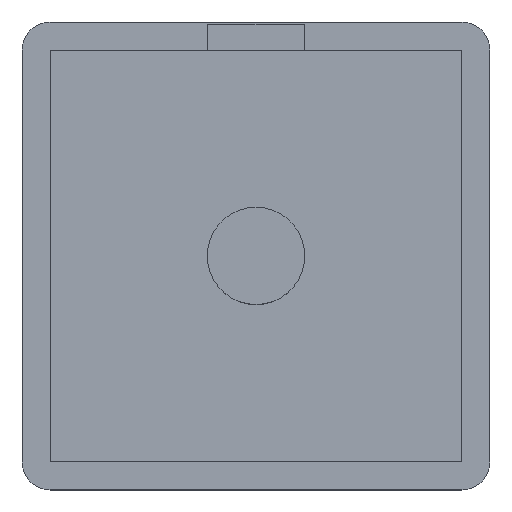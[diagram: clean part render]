
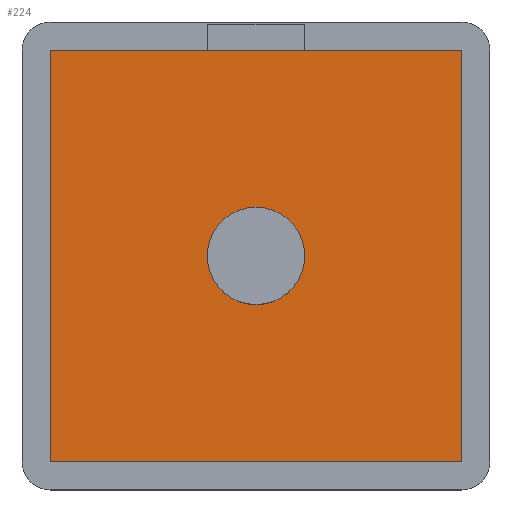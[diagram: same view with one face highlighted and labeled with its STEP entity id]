
A CAD part, top view. The second image highlights one B-rep face of the part: STEP entity #224.
In plain terms, the highlighted planar face has unit normal (0, 0, 1).
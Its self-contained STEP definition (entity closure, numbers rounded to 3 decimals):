
#224=ADVANCED_FACE('',(#279,#280),#281,.T.);
#279=FACE_BOUND('',#340,.T.);
#280=FACE_OUTER_BOUND('',#341,.T.);
#281=PLANE('',#342);
#340=EDGE_LOOP('',(#522));
#341=EDGE_LOOP('',(#523,#524,#525,#526));
#342=AXIS2_PLACEMENT_3D('',#527,#528,#529);
#522=ORIENTED_EDGE('',*,*,#564,.F.);
#523=ORIENTED_EDGE('',*,*,#610,.T.);
#524=ORIENTED_EDGE('',*,*,#616,.T.);
#525=ORIENTED_EDGE('',*,*,#618,.T.);
#526=ORIENTED_EDGE('',*,*,#620,.T.);
#527=CARTESIAN_POINT('',(0.0,0.0,3.0));
#528=DIRECTION('',(0.0,0.0,1.0));
#529=DIRECTION('',(1.0,0.0,0.0));
#564=EDGE_CURVE('',#626,#626,#627,.T.);
#610=EDGE_CURVE('',#702,#703,#704,.T.);
#616=EDGE_CURVE('',#703,#712,#713,.T.);
#618=EDGE_CURVE('',#712,#715,#716,.T.);
#620=EDGE_CURVE('',#715,#702,#718,.T.);
#626=VERTEX_POINT('',#726);
#627=CIRCLE('',#727,5.2);
#702=VERTEX_POINT('',#830);
#703=VERTEX_POINT('',#831);
#704=LINE('',#832,#833);
#712=VERTEX_POINT('',#846);
#713=LINE('',#847,#848);
#715=VERTEX_POINT('',#851);
#716=LINE('',#852,#853);
#718=LINE('',#856,#857);
#726=CARTESIAN_POINT('',(5.2,0.0,3.0));
#727=AXIS2_PLACEMENT_3D('',#870,#871,#872);
#830=CARTESIAN_POINT('',(22.0,22.0,3.0));
#831=CARTESIAN_POINT('',(-22.0,22.0,3.0));
#832=CARTESIAN_POINT('',(0.,22.0,3.0));
#833=VECTOR('',#952,1.0);
#846=CARTESIAN_POINT('',(-22.0,-22.0,3.0));
#847=CARTESIAN_POINT('',(-22.0,0.,3.0));
#848=VECTOR('',#958,1.0);
#851=CARTESIAN_POINT('',(22.0,-22.0,3.0));
#852=CARTESIAN_POINT('',(0.0,-22.0,3.0));
#853=VECTOR('',#960,1.0);
#856=CARTESIAN_POINT('',(22.0,0.,3.0));
#857=VECTOR('',#962,1.0);
#870=CARTESIAN_POINT('',(0.0,0.0,3.0));
#871=DIRECTION('',(0.0,0.0,1.0));
#872=DIRECTION('',(1.0,0.0,0.0));
#952=DIRECTION('',(-1.0,0.,0.0));
#958=DIRECTION('',(0.,-1.0,0.0));
#960=DIRECTION('',(1.0,0.0,0.0));
#962=DIRECTION('',(0.,1.0,0.0));
